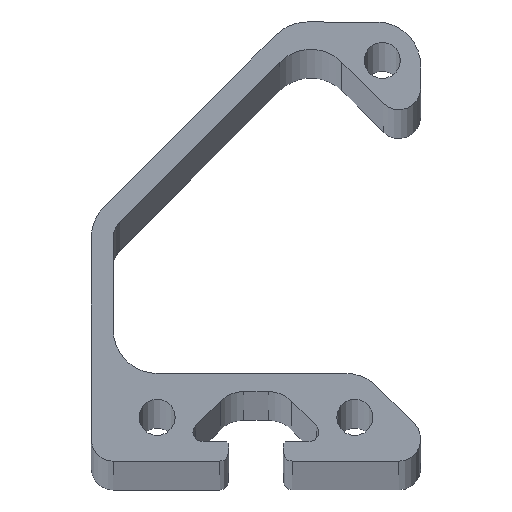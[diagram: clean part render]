
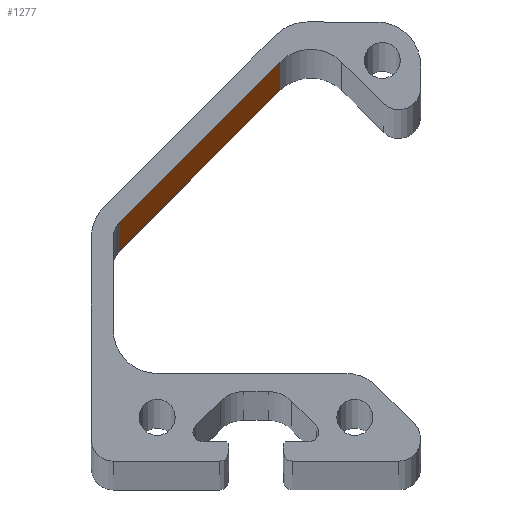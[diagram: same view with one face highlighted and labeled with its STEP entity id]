
A CAD part, top view. The second image highlights one B-rep face of the part: STEP entity #1277.
In plain terms, the highlighted planar face has unit normal (0.707, -0.707, 0).
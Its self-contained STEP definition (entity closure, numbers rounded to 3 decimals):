
#76 = VECTOR ( 'NONE', #403, 1000. ) ;
#93 = VERTEX_POINT ( 'NONE', #1248 ) ;
#120 = CARTESIAN_POINT ( 'NONE',  ( -15.657, 36.343, 0. ) ) ;
#153 = EDGE_CURVE ( 'NONE', #1139, #1443, #1297, .T. ) ;
#248 = VERTEX_POINT ( 'NONE', #120 ) ;
#278 = EDGE_LOOP ( 'NONE', ( #1230, #431, #994, #1041 ) ) ;
#367 = DIRECTION ( 'NONE',  ( 0.707, 0.707, 0. ) ) ;
#368 = CARTESIAN_POINT ( 'NONE',  ( -30.243, 21.757, 1500. ) ) ;
#403 = DIRECTION ( 'NONE',  ( 0., 0., 1. ) ) ;
#404 = CARTESIAN_POINT ( 'NONE',  ( -15.657, 36.343, 1500. ) ) ;
#431 = ORIENTED_EDGE ( 'NONE', *, *, #1508, .F. ) ;
#447 = CARTESIAN_POINT ( 'NONE',  ( -30.243, 21.757, 0. ) ) ;
#449 = DIRECTION ( 'NONE',  ( 0.707, 0.707, 0. ) ) ;
#506 = CARTESIAN_POINT ( 'NONE',  ( -30.243, 21.757, 1500. ) ) ;
#513 = LINE ( 'NONE', #368, #1401 ) ;
#534 = AXIS2_PLACEMENT_3D ( 'NONE', #690, #687, #685 ) ;
#685 = DIRECTION ( 'NONE',  ( -0.707, -0.707, 0. ) ) ;
#687 = DIRECTION ( 'NONE',  ( -0.707, 0.707, 0. ) ) ;
#690 = CARTESIAN_POINT ( 'NONE',  ( -30.243, 21.757, 1500. ) ) ;
#691 = VECTOR ( 'NONE', #1166, 1000. ) ;
#696 = PLANE ( 'NONE',  #534 ) ;
#716 = FACE_OUTER_BOUND ( 'NONE', #278, .T. ) ;
#784 = CARTESIAN_POINT ( 'NONE',  ( -30.243, 21.757, 0. ) ) ;
#870 = VECTOR ( 'NONE', #449, 1000. ) ;
#962 = LINE ( 'NONE', #404, #76 ) ;
#979 = LINE ( 'NONE', #447, #870 ) ;
#994 = ORIENTED_EDGE ( 'NONE', *, *, #153, .F. ) ;
#1041 = ORIENTED_EDGE ( 'NONE', *, *, #1479, .T. ) ;
#1139 = VERTEX_POINT ( 'NONE', #784 ) ;
#1154 = CARTESIAN_POINT ( 'NONE',  ( -30.243, 21.757, 1500. ) ) ;
#1166 = DIRECTION ( 'NONE',  ( 0., 0., 1. ) ) ;
#1230 = ORIENTED_EDGE ( 'NONE', *, *, #1492, .T. ) ;
#1248 = CARTESIAN_POINT ( 'NONE',  ( -15.657, 36.343, 1500. ) ) ;
#1277 = ADVANCED_FACE ( 'NONE', ( #716 ), #696, .F. ) ;
#1297 = LINE ( 'NONE', #1154, #691 ) ;
#1401 = VECTOR ( 'NONE', #367, 1000. ) ;
#1443 = VERTEX_POINT ( 'NONE', #506 ) ;
#1479 = EDGE_CURVE ( 'NONE', #1139, #248, #979, .T. ) ;
#1492 = EDGE_CURVE ( 'NONE', #248, #93, #962, .T. ) ;
#1508 = EDGE_CURVE ( 'NONE', #1443, #93, #513, .T. ) ;
